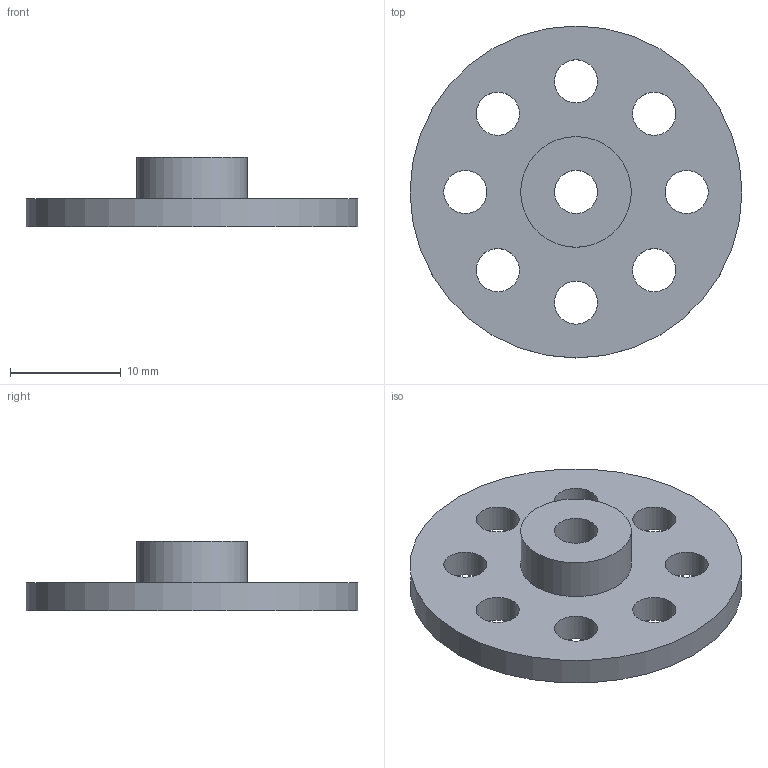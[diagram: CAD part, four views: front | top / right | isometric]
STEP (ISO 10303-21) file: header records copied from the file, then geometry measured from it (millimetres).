
FILE_DESCRIPTION(('Open CASCADE Model'),'2;1');
FILE_NAME('Open CASCADE Shape Model','2025-02-28T20:03:54',('Author'),( 'Open CASCADE'),'Open CASCADE STEP processor 7.8','Open CASCADE 7.8' ,'Unknown');
FILE_SCHEMA(('AUTOMOTIVE_DESIGN { 1 0 10303 214 1 1 1 1 }'));
Length unit declared in the file: millimetre
Products named in the file (1): Open CASCADE STEP translator 7.8 1
Bounding box: 30 x 30 x 6.25 mm (x, y, z)
Volume: 1748.1 mm3; surface area: 1873.7 mm2
Topology: 1 solids, 1 shells, 14 faces, 33 edges, 22 vertices
Faces by surface type: cylinder 11, plane 3
Full cylindrical faces by diameter (mm): 3.9 x9, 10 x1, 30 x1
Entity records: 894 total; most frequent: DIRECTION 151, CARTESIAN_POINT 136, ORIENTED_EDGE 66, PCURVE 66, DEFINITIONAL_REPRESENTATION 66, LINE 55, VECTOR 55, CIRCLE 44
